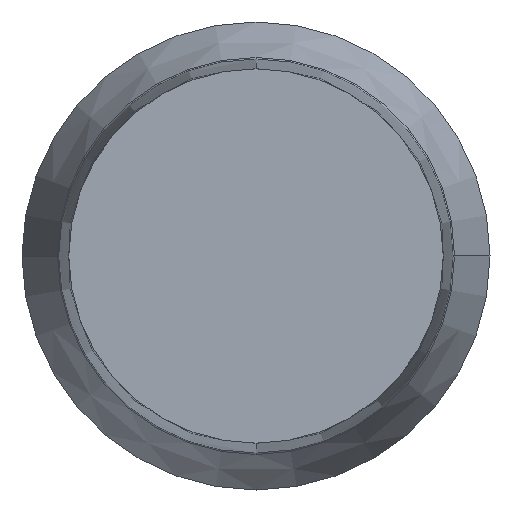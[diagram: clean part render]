
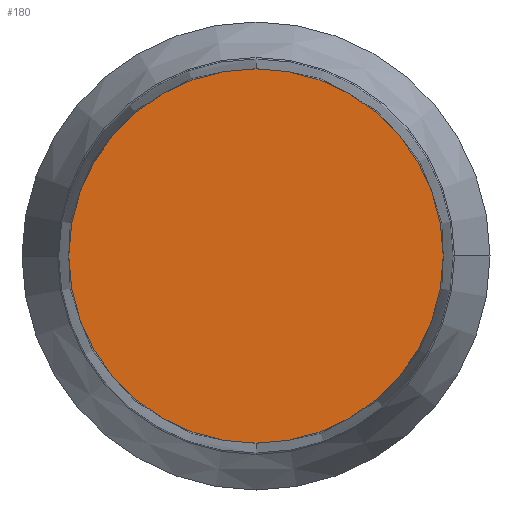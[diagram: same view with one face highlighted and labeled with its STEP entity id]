
A CAD part, front view. The second image highlights one B-rep face of the part: STEP entity #180.
In plain terms, the highlighted planar face has unit normal (0, -1, 0).
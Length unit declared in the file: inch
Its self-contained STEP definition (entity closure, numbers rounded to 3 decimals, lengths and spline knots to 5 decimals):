
#21 = EDGE_LOOP ( 'NONE', ( #94, #55 ) ) ;
#35 = AXIS2_PLACEMENT_3D ( 'NONE', #269, #408, #233 ) ;
#41 = EDGE_CURVE ( 'NONE', #417, #410, #302, .T. ) ;
#46 = CARTESIAN_POINT ( 'NONE',  ( 0., 0., 0. ) ) ;
#55 = ORIENTED_EDGE ( 'NONE', *, *, #384, .T. ) ;
#76 = DIRECTION ( 'NONE',  ( 0., -1., 0. ) ) ;
#81 = AXIS2_PLACEMENT_3D ( 'NONE', #209, #353, #425 ) ;
#94 = ORIENTED_EDGE ( 'NONE', *, *, #41, .T. ) ;
#115 = CARTESIAN_POINT ( 'NONE',  ( 0., 0., -0.125 ) ) ;
#156 = AXIS2_PLACEMENT_3D ( 'NONE', #46, #76, #214 ) ;
#180 = ADVANCED_FACE ( 'NONE', ( #443 ), #231, .T. ) ;
#209 = CARTESIAN_POINT ( 'NONE',  ( 0., 0., 0. ) ) ;
#214 = DIRECTION ( 'NONE',  ( 0., 0., -1. ) ) ;
#229 = CIRCLE ( 'NONE', #156, 0.125 ) ;
#231 = PLANE ( 'NONE',  #35 ) ;
#233 = DIRECTION ( 'NONE',  ( 0., 0., -1. ) ) ;
#269 = CARTESIAN_POINT ( 'NONE',  ( 0., 0., 0. ) ) ;
#302 = CIRCLE ( 'NONE', #81, 0.125 ) ;
#353 = DIRECTION ( 'NONE',  ( 0., -1., 0. ) ) ;
#384 = EDGE_CURVE ( 'NONE', #410, #417, #229, .T. ) ;
#408 = DIRECTION ( 'NONE',  ( 0., -1., 0. ) ) ;
#410 = VERTEX_POINT ( 'NONE', #115 ) ;
#417 = VERTEX_POINT ( 'NONE', #433 ) ;
#425 = DIRECTION ( 'NONE',  ( 0., 0., -1. ) ) ;
#433 = CARTESIAN_POINT ( 'NONE',  ( 0., 0., 0.125 ) ) ;
#443 = FACE_OUTER_BOUND ( 'NONE', #21, .T. ) ;
